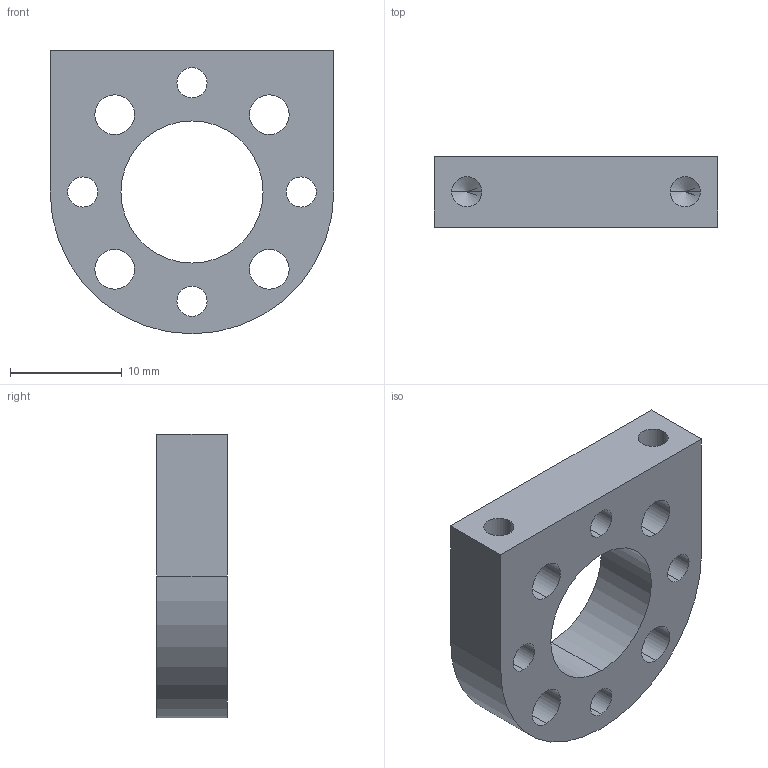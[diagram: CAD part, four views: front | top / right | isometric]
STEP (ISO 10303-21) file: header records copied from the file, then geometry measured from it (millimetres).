
FILE_DESCRIPTION (( 'STEP AP203' ), '1' );
FILE_NAME ('545412.STEP', '2014-07-10T20:22:31', ( 'Kyle' ), ( 'Microsoft' ), 'SwSTEP 2.0', 'SolidWorks 2014', '' );
FILE_SCHEMA (( 'CONFIG_CONTROL_DESIGN' ));
Length unit declared in the file: inch
Products named in the file (1): 545412
Bounding box: 25.4 x 6.35 x 25.4 mm (x, y, z)
Volume: 2398.6 mm3; surface area: 2176.8 mm2
Topology: 1 solids, 1 shells, 33 faces, 89 edges, 56 vertices
Faces by surface type: cylinder 24, plane 5, cone 4
Entity records: 1146 total; most frequent: DIRECTION 201, CARTESIAN_POINT 175, ORIENTED_EDGE 170, EDGE_CURVE 85, AXIS2_PLACEMENT_3D 82, VERTEX_POINT 56, EDGE_LOOP 53, CIRCLE 48
